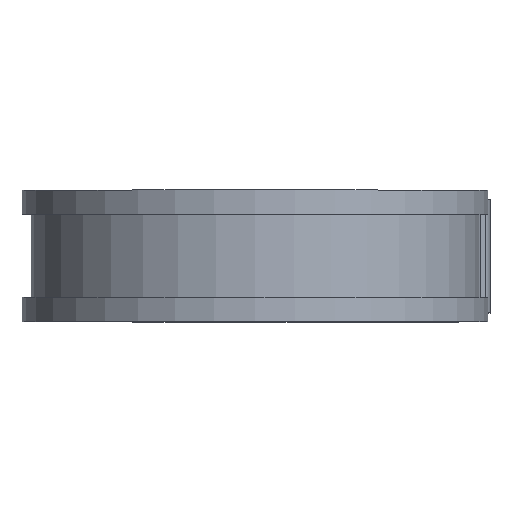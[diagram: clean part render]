
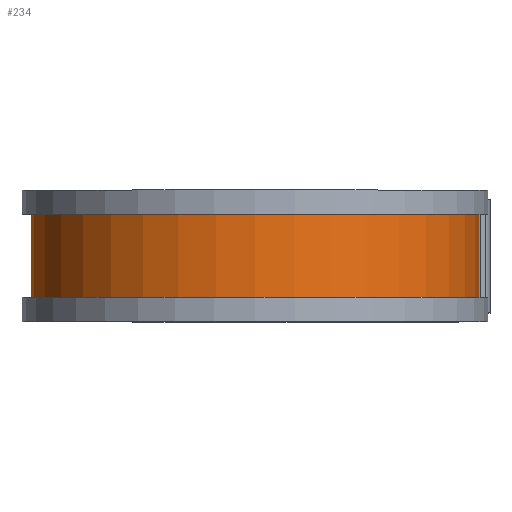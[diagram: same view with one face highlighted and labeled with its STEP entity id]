
A CAD part, top view. The second image highlights one B-rep face of the part: STEP entity #234.
In plain terms, the highlighted cylindrical face has radius 37.668 mm (diameter 75.336 mm), a partial arc.
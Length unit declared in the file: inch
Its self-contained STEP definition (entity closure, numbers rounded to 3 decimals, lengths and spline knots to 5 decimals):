
#25 = CARTESIAN_POINT ( 'NONE',  ( 1.483, -0.275, 0. ) ) ;
#61 = LINE ( 'NONE', #469, #1236 ) ;
#62 = ORIENTED_EDGE ( 'NONE', *, *, #1672, .T. ) ;
#106 = ORIENTED_EDGE ( 'NONE', *, *, #1588, .F. ) ;
#234 = ADVANCED_FACE ( 'NONE', ( #406 ), #433, .T. ) ;
#292 = ORIENTED_EDGE ( 'NONE', *, *, #1232, .T. ) ;
#303 = EDGE_LOOP ( 'NONE', ( #971, #292, #62, #106 ) ) ;
#334 = DIRECTION ( 'NONE',  ( 0., -1., 0. ) ) ;
#346 = VERTEX_POINT ( 'NONE', #1379 ) ;
#356 = LINE ( 'NONE', #768, #1479 ) ;
#397 = CARTESIAN_POINT ( 'NONE',  ( 0., 0.275, 0. ) ) ;
#406 = FACE_OUTER_BOUND ( 'NONE', #303, .T. ) ;
#433 = CYLINDRICAL_SURFACE ( 'NONE', #1422, 1.483 ) ;
#469 = CARTESIAN_POINT ( 'NONE',  ( 1.483, 0.375, 0. ) ) ;
#567 = DIRECTION ( 'NONE',  ( 0., 0., -1. ) ) ;
#611 = AXIS2_PLACEMENT_3D ( 'NONE', #1037, #1759, #1156 ) ;
#705 = VERTEX_POINT ( 'NONE', #1555 ) ;
#748 = VERTEX_POINT ( 'NONE', #1345 ) ;
#768 = CARTESIAN_POINT ( 'NONE',  ( 0., 0.375, -1.483 ) ) ;
#781 = CARTESIAN_POINT ( 'NONE',  ( 0., 0.375, 0. ) ) ;
#858 = DIRECTION ( 'NONE',  ( 0., -1., 0. ) ) ;
#878 = DIRECTION ( 'NONE',  ( 0., 0., -1. ) ) ;
#883 = CIRCLE ( 'NONE', #1571, 1.483 ) ;
#922 = VERTEX_POINT ( 'NONE', #25 ) ;
#971 = ORIENTED_EDGE ( 'NONE', *, *, #1218, .F. ) ;
#1037 = CARTESIAN_POINT ( 'NONE',  ( 0., -0.275, 0. ) ) ;
#1156 = DIRECTION ( 'NONE',  ( 0., 0., -1. ) ) ;
#1218 = EDGE_CURVE ( 'NONE', #748, #922, #61, .T. ) ;
#1232 = EDGE_CURVE ( 'NONE', #748, #346, #883, .T. ) ;
#1236 = VECTOR ( 'NONE', #334, 39.37008 ) ;
#1266 = CIRCLE ( 'NONE', #611, 1.483 ) ;
#1345 = CARTESIAN_POINT ( 'NONE',  ( 1.483, 0.275, 0. ) ) ;
#1379 = CARTESIAN_POINT ( 'NONE',  ( 0., 0.275, -1.483 ) ) ;
#1399 = DIRECTION ( 'NONE',  ( 0., -1., 0. ) ) ;
#1422 = AXIS2_PLACEMENT_3D ( 'NONE', #781, #858, #878 ) ;
#1479 = VECTOR ( 'NONE', #1609, 39.37008 ) ;
#1555 = CARTESIAN_POINT ( 'NONE',  ( 0., -0.275, -1.483 ) ) ;
#1571 = AXIS2_PLACEMENT_3D ( 'NONE', #397, #1399, #567 ) ;
#1588 = EDGE_CURVE ( 'NONE', #922, #705, #1266, .T. ) ;
#1609 = DIRECTION ( 'NONE',  ( 0., -1., 0. ) ) ;
#1672 = EDGE_CURVE ( 'NONE', #346, #705, #356, .T. ) ;
#1759 = DIRECTION ( 'NONE',  ( 0., -1., 0. ) ) ;
